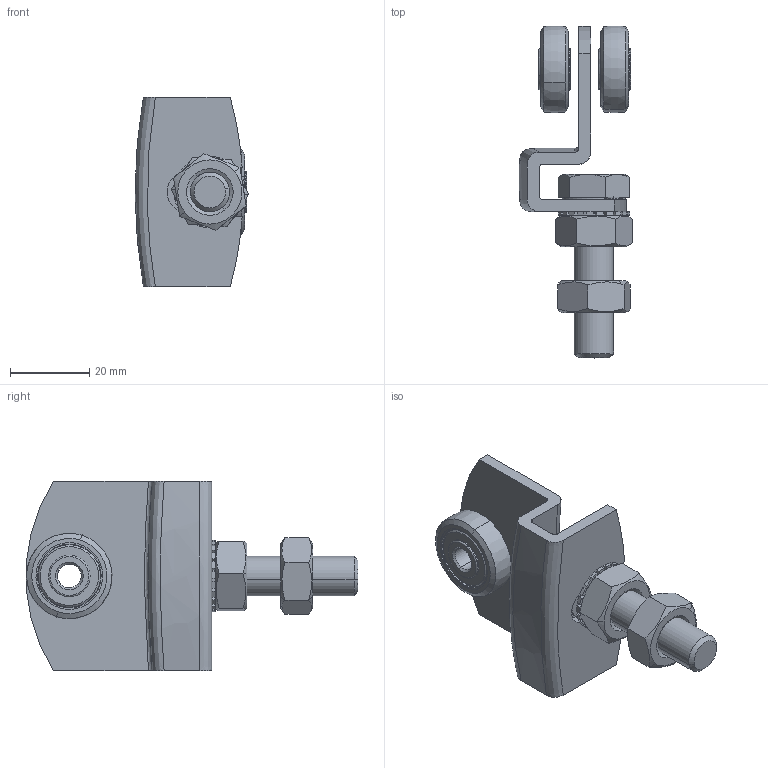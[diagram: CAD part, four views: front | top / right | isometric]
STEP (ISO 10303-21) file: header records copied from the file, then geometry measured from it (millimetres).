
FILE_DESCRIPTION (( 'STEP AP203' ), '1' );
FILE_NAME ('1.21.R90.STEP', '2019-05-28T11:01:37', ( '' ), ( '' ), 'SwSTEP 2.0', 'SolidWorks 2019', '' );
FILE_SCHEMA (( 'CONFIG_CONTROL_DESIGN' ));
Length unit declared in the file: millimetre
Products named in the file (1): 1.21.R90
Bounding box: 28.62 x 83.96 x 48 mm (x, y, z)
Surface area: 20376.3 mm2 (no closed solid volume)
Topology: 0 solids, 34 shells, 400 faces, 940 edges, 615 vertices
Faces by surface type: plane 169, cylinder 148, cone 49, bspline 24, torus 6, sphere 4
Entity records: 19535 total; most frequent: CARTESIAN_POINT 10466, ORIENTED_EDGE 1848, DIRECTION 1833, EDGE_CURVE 940, AXIS2_PLACEMENT_3D 748, VERTEX_POINT 615, EDGE_LOOP 473, FACE_OUTER_BOUND 400
